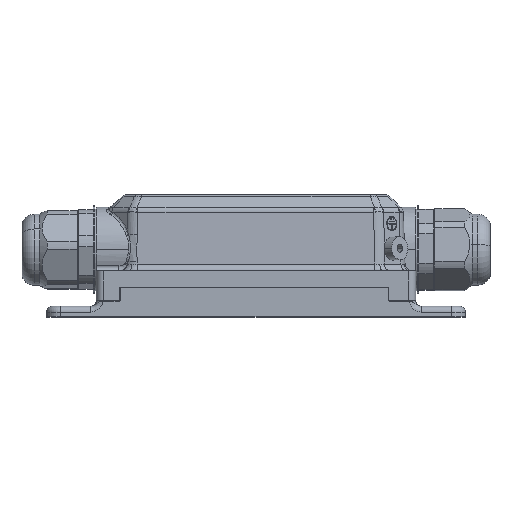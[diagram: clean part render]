
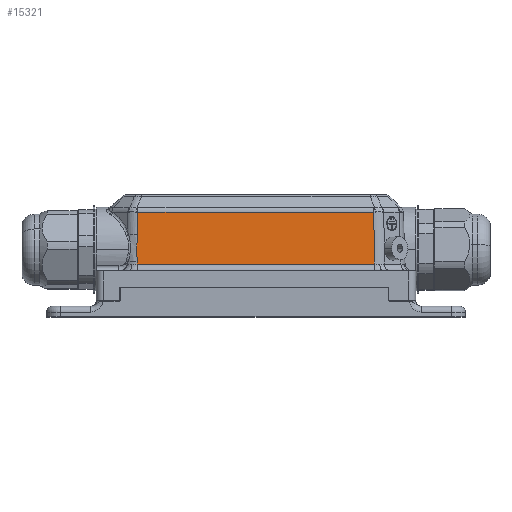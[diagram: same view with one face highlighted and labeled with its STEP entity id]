
A CAD part, top view. The second image highlights one B-rep face of the part: STEP entity #15321.
In plain terms, the highlighted planar face has unit normal (0, 0.035, 0.999).
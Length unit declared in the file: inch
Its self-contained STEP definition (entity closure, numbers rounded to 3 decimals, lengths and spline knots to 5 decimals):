
#4239 = CARTESIAN_POINT ( 'NONE',  ( -1.67654, 1.05054, 1.27333 ) ) ;
#4569 = CARTESIAN_POINT ( 'NONE',  ( 1.67125, 0.74651, 1.28394 ) ) ;
#5022 = CARTESIAN_POINT ( 'NONE',  ( -1.67202, 1.09879, 1.27164 ) ) ;
#6212 = CARTESIAN_POINT ( 'NONE',  ( 1.65928, 1.47781, 1.25841 ) ) ;
#10406 = ORIENTED_EDGE ( 'NONE', *, *, #52117, .T. ) ;
#10478 = CARTESIAN_POINT ( 'NONE',  ( -1.6643, 1.47781, 1.25841 ) ) ;
#10734 = CARTESIAN_POINT ( 'NONE',  ( -1.67629, 0.6488, 1.28736 ) ) ;
#12873 = VECTOR ( 'NONE', #72393, 39.37008 ) ;
#14329 = PLANE ( 'NONE',  #75828 ) ;
#14560 = VECTOR ( 'NONE', #34984, 39.37008 ) ;
#15321 = ADVANCED_FACE ( 'NONE', ( #51160 ), #14329, .T. ) ;
#16420 = CARTESIAN_POINT ( 'NONE',  ( -1.6799, 0.90558, 1.27839 ) ) ;
#17387 = ORIENTED_EDGE ( 'NONE', *, *, #32583, .T. ) ;
#17388 = LINE ( 'NONE', #53467, #12873 ) ;
#18404 = VECTOR ( 'NONE', #28558, 39.37008 ) ;
#20639 = DIRECTION ( 'NONE',  ( 0., -0.999, 0.035 ) ) ;
#21673 = CARTESIAN_POINT ( 'NONE',  ( -1.67487, 0.74651, 1.28394 ) ) ;
#22653 = CARTESIAN_POINT ( 'NONE',  ( 1.67054, 0.69955, 1.28558 ) ) ;
#23035 = ORIENTED_EDGE ( 'NONE', *, *, #50797, .T. ) ;
#24587 = CARTESIAN_POINT ( 'NONE',  ( -1.66885, 1.16318, 1.26939 ) ) ;
#28558 = DIRECTION ( 'NONE',  ( -0.014, -0.999, 0.035 ) ) ;
#29092 = CARTESIAN_POINT ( 'NONE',  ( -1.68046, 1.00228, 1.27501 ) ) ;
#29379 = CARTESIAN_POINT ( 'NONE',  ( -1.66885, 1.16318, 1.26939 ) ) ;
#29414 = VERTEX_POINT ( 'NONE', #6212 ) ;
#32553 = DIRECTION ( 'NONE',  ( 0., 0.035, 0.999 ) ) ;
#32583 = EDGE_CURVE ( 'NONE', #42542, #72235, #46825, .T. ) ;
#32937 = CARTESIAN_POINT ( 'NONE',  ( -1.75906, 0.65, 1.28731 ) ) ;
#34104 = LINE ( 'NONE', #10734, #18404 ) ;
#34247 = CARTESIAN_POINT ( 'NONE',  ( -1.66931, 1.13096, 1.27052 ) ) ;
#34332 = EDGE_LOOP ( 'NONE', ( #50077, #17387, #23035, #10406, #75451, #65661 ) ) ;
#34627 = CARTESIAN_POINT ( 'NONE',  ( -1.67444, 0.77646, 1.2829 ) ) ;
#34984 = DIRECTION ( 'NONE',  ( -0.014, 0.999, -0.035 ) ) ;
#40896 = LINE ( 'NONE', #22653, #14560 ) ;
#42457 = CARTESIAN_POINT ( 'NONE',  ( -1.67397, 0.80877, 1.28177 ) ) ;
#42542 = VERTEX_POINT ( 'NONE', #21673 ) ;
#46113 = CARTESIAN_POINT ( 'NONE',  ( -1.67883, 0.88944, 1.27895 ) ) ;
#46825 = LINE ( 'NONE', #4569, #71201 ) ;
#48395 = CARTESIAN_POINT ( 'NONE',  ( -1.68136, 0.93784, 1.27726 ) ) ;
#50077 = ORIENTED_EDGE ( 'NONE', *, *, #77679, .T. ) ;
#50797 = EDGE_CURVE ( 'NONE', #72235, #29414, #40896, .T. ) ;
#50988 = EDGE_CURVE ( 'NONE', #75308, #57370, #34104, .T. ) ;
#51160 = FACE_OUTER_BOUND ( 'NONE', #34332, .T. ) ;
#52117 = EDGE_CURVE ( 'NONE', #29414, #75308, #74370, .T. ) ;
#53299 = CARTESIAN_POINT ( 'NONE',  ( 1.66986, 0.74651, 1.28394 ) ) ;
#53467 = CARTESIAN_POINT ( 'NONE',  ( -1.67629, 0.6488, 1.28736 ) ) ;
#56659 = B_SPLINE_CURVE_WITH_KNOTS ( 'NONE', 3,
 ( #24587, #34247, #5022, #4239, #59240, #29092, #76142, #77337, #48395, #16420, #46113, #60709, #42457, #34627 ),
 .UNSPECIFIED., .F., .F.,
 ( 4, 2, 2, 2, 2, 2, 4 ),
 ( 0., 0.00246, 0.00369, 0.00491, 0.00614, 0.00737, 0.00983 ),
 .UNSPECIFIED. ) ;
#57370 = VERTEX_POINT ( 'NONE', #29379 ) ;
#59240 = CARTESIAN_POINT ( 'NONE',  ( -1.67808, 1.03446, 1.27389 ) ) ;
#59490 = CARTESIAN_POINT ( 'NONE',  ( -1.67444, 0.77646, 1.2829 ) ) ;
#60709 = CARTESIAN_POINT ( 'NONE',  ( -1.67572, 0.84103, 1.28064 ) ) ;
#65661 = ORIENTED_EDGE ( 'NONE', *, *, #77523, .T. ) ;
#68484 = CARTESIAN_POINT ( 'NONE',  ( -1.66373, 1.47781, 1.25841 ) ) ;
#68571 = VERTEX_POINT ( 'NONE', #59490 ) ;
#69245 = DIRECTION ( 'NONE',  ( -1., 0., 0. ) ) ;
#71201 = VECTOR ( 'NONE', #71332, 39.37008 ) ;
#71332 = DIRECTION ( 'NONE',  ( 1., 0., 0. ) ) ;
#72235 = VERTEX_POINT ( 'NONE', #53299 ) ;
#72393 = DIRECTION ( 'NONE',  ( -0.014, -0.999, 0.035 ) ) ;
#74171 = VECTOR ( 'NONE', #69245, 39.37008 ) ;
#74370 = LINE ( 'NONE', #68484, #74171 ) ;
#75308 = VERTEX_POINT ( 'NONE', #10478 ) ;
#75451 = ORIENTED_EDGE ( 'NONE', *, *, #50988, .T. ) ;
#75828 = AXIS2_PLACEMENT_3D ( 'NONE', #32937, #32553, #20639 ) ;
#76142 = CARTESIAN_POINT ( 'NONE',  ( -1.68127, 0.98618, 1.27557 ) ) ;
#77337 = CARTESIAN_POINT ( 'NONE',  ( -1.68172, 0.95396, 1.2767 ) ) ;
#77523 = EDGE_CURVE ( 'NONE', #57370, #68571, #56659, .T. ) ;
#77679 = EDGE_CURVE ( 'NONE', #68571, #42542, #17388, .T. ) ;
